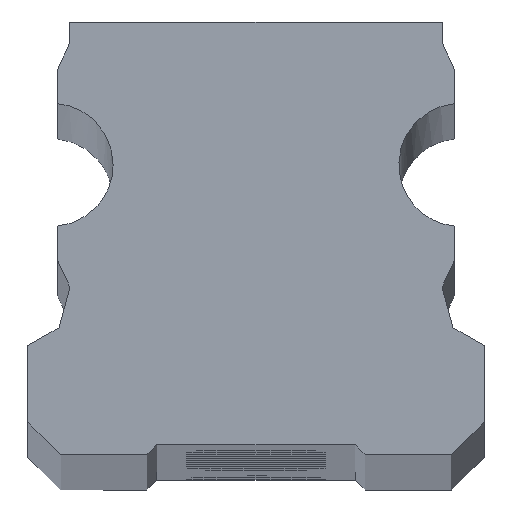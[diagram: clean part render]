
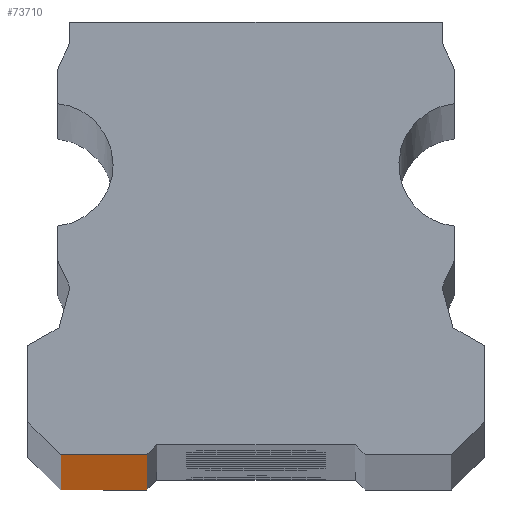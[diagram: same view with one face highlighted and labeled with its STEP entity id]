
A CAD part, top view. The second image highlights one B-rep face of the part: STEP entity #73710.
In plain terms, the highlighted free-form (B-spline) face has degree [1, 1] with [2, 2] control points.
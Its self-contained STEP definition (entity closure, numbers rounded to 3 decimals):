
#1590 = CARTESIAN_POINT ('', (-9.85, 0., 510.));
#1600 = VERTEX_POINT ('', #1590);
#1660 = CARTESIAN_POINT ('', (-5.5, 0., 510.));
#1670 = VERTEX_POINT ('', #1660);
#1680 = CARTESIAN_POINT ('', (-5.5, 0., 510.));
#1690 = CARTESIAN_POINT ('', (-9.85, 0., 510.));
#1700 = B_SPLINE_CURVE_WITH_KNOTS ('', 1, (#1680, #1690), .UNSPECIFIED., .F., .U., (2, 2), (0., 1.), .UNSPECIFIED.);
#1710 = EDGE_CURVE ('', #1670, #1600, #1700, .T.);
#5130 = CARTESIAN_POINT ('', (-5.5, 0., -510.));
#5140 = VERTEX_POINT ('', #5130);
#5200 = CARTESIAN_POINT ('', (-9.85, 0., -510.));
#5210 = VERTEX_POINT ('', #5200);
#5220 = CARTESIAN_POINT ('', (-5.5, 0., -510.));
#5230 = CARTESIAN_POINT ('', (-9.85, 0., -510.));
#5240 = B_SPLINE_CURVE_WITH_KNOTS ('', 1, (#5220, #5230), .UNSPECIFIED., .F., .U., (2, 2), (0., 1.), .UNSPECIFIED.);
#5250 = EDGE_CURVE ('', #5140, #5210, #5240, .T.);
#73420 = CARTESIAN_POINT ('', (-5.5, 0., 510.));
#73430 = CARTESIAN_POINT ('', (-5.5, 0., -510.));
#73440 = B_SPLINE_CURVE_WITH_KNOTS ('', 1, (#73420, #73430), .UNSPECIFIED., .F., .U., (2, 2), (0., 1.), .UNSPECIFIED.);
#73450 = EDGE_CURVE ('', #1670, #5140, #73440, .T.);
#73560 = CARTESIAN_POINT ('', (-9.85, 0., -510.));
#73570 = CARTESIAN_POINT ('', (-9.85, 0., 510.));
#73580 = B_SPLINE_CURVE_WITH_KNOTS ('', 1, (#73560, #73570), .UNSPECIFIED., .F., .U., (2, 2), (0., 1.), .UNSPECIFIED.);
#73590 = EDGE_CURVE ('', #5210, #1600, #73580, .T.);
#73600 = ORIENTED_EDGE ('', *, *, #73590, .F.);
#73610 = ORIENTED_EDGE ('', *, *, #5250, .F.);
#73620 = ORIENTED_EDGE ('', *, *, #73450, .F.);
#73630 = ORIENTED_EDGE ('', *, *, #1710, .T.);
#73640 = EDGE_LOOP ('', (#73600, #73610, #73620, #73630));
#73650 = FACE_OUTER_BOUND ('', #73640, .T.);
#73660 = CARTESIAN_POINT ('', (-9.85, 0., 510.));
#73670 = CARTESIAN_POINT ('', (-5.5, 0., 510.));
#73680 = CARTESIAN_POINT ('', (-9.85, 0., -510.));
#73690 = CARTESIAN_POINT ('', (-5.5, 0., -510.));
#73700 = B_SPLINE_SURFACE_WITH_KNOTS ('', 1, 1, ((#73660, #73670), (#73680, #73690)), .UNSPECIFIED., .F., .F., .U., (2, 2), (2, 2), (0., 1.), (0., 1.), .UNSPECIFIED.);
#73710 = ADVANCED_FACE ('', (#73650), #73700, .T.);
